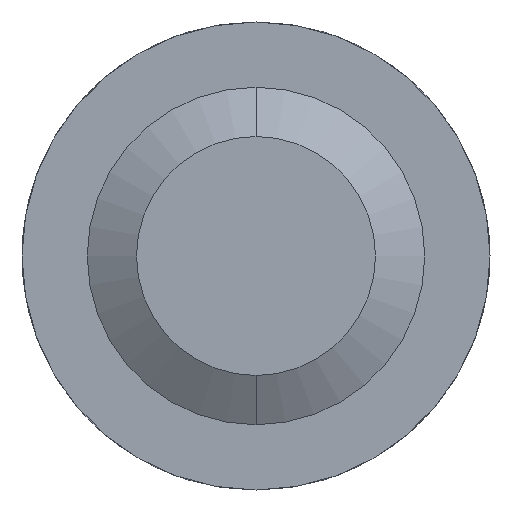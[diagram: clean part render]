
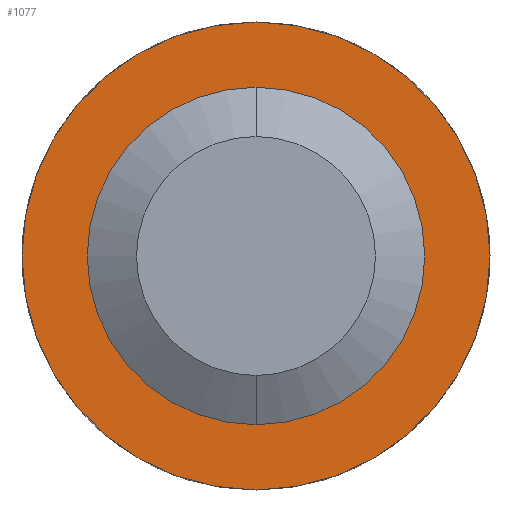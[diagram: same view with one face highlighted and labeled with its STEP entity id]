
A CAD part, front view. The second image highlights one B-rep face of the part: STEP entity #1077.
In plain terms, the highlighted planar face has unit normal (0, -1, 0).
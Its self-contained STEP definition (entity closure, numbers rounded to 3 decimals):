
#13 = AXIS2_PLACEMENT_3D ( 'NONE', #1002, #562, #292 ) ;
#19 = CARTESIAN_POINT ( 'NONE',  ( 0., -2.5, -0.95 ) ) ;
#49 = CIRCLE ( 'NONE', #682, 0.685 ) ;
#101 = FACE_BOUND ( 'NONE', #768, .T. ) ;
#130 = EDGE_CURVE ( 'Defeature ausgef�hrt1_11+Defeature ausgef�hrt1_12+Defeature ausgef�hrt1_12+Defeature ausgef�hrt1_12', #805, #273, #1008, .T. ) ;
#188 = ORIENTED_EDGE ( 'NONE', *, *, #666, .T. ) ;
#204 = EDGE_LOOP ( 'NONE', ( #503, #1013 ) ) ;
#206 = AXIS2_PLACEMENT_3D ( 'NONE', #1195, #1090, #544 ) ;
#214 = DIRECTION ( 'NONE',  ( 0., 0., 1. ) ) ;
#217 = ORIENTED_EDGE ( 'NONE', *, *, #748, .T. ) ;
#266 = DIRECTION ( 'NONE',  ( 0., 0., 1. ) ) ;
#273 = VERTEX_POINT ( 'NONE', #1027 ) ;
#292 = DIRECTION ( 'NONE',  ( 0., 0., 1. ) ) ;
#299 = CIRCLE ( 'NONE', #532, 0.685 ) ;
#343 = DIRECTION ( 'NONE',  ( 0., 0., 1. ) ) ;
#351 = CARTESIAN_POINT ( 'NONE',  ( 0., -2.5, 0. ) ) ;
#408 = CARTESIAN_POINT ( 'NONE',  ( 0., -2.5, 0.685 ) ) ;
#425 = VERTEX_POINT ( 'NONE', #408 ) ;
#441 = AXIS2_PLACEMENT_3D ( 'NONE', #351, #1191, #343 ) ;
#443 = CARTESIAN_POINT ( 'NONE',  ( 0., -2.5, 0. ) ) ;
#503 = ORIENTED_EDGE ( 'NONE', *, *, #1035, .F. ) ;
#519 = VERTEX_POINT ( 'NONE', #888 ) ;
#532 = AXIS2_PLACEMENT_3D ( 'NONE', #574, #926, #214 ) ;
#544 = DIRECTION ( 'NONE',  ( 0., 0., 1. ) ) ;
#549 = DIRECTION ( 'NONE',  ( 0., 1., 0. ) ) ;
#555 = CIRCLE ( 'NONE', #441, 0.95 ) ;
#562 = DIRECTION ( 'NONE',  ( 0., 1., 0. ) ) ;
#574 = CARTESIAN_POINT ( 'NONE',  ( 0., -2.5, 0. ) ) ;
#666 = EDGE_CURVE ( 'Defeature ausgef�hrt1_12+Defeature ausgef�hrt1_13+Defeature ausgef�hrt1_13+Defeature ausgef�hrt1_13', #519, #425, #49, .T. ) ;
#682 = AXIS2_PLACEMENT_3D ( 'NONE', #443, #549, #266 ) ;
#748 = EDGE_CURVE ( 'Defeature ausgef�hrt1_12+Defeature ausgef�hrt1_13+Defeature ausgef�hrt1_13+Defeature ausgef�hrt1_13', #425, #519, #299, .T. ) ;
#768 = EDGE_LOOP ( 'NONE', ( #217, #188 ) ) ;
#805 = VERTEX_POINT ( 'NONE', #19 ) ;
#882 = FACE_OUTER_BOUND ( 'NONE', #204, .T. ) ;
#888 = CARTESIAN_POINT ( 'NONE',  ( 0., -2.5, -0.685 ) ) ;
#926 = DIRECTION ( 'NONE',  ( 0., 1., 0. ) ) ;
#1002 = CARTESIAN_POINT ( 'NONE',  ( 0.95, -2.5, 0. ) ) ;
#1008 = CIRCLE ( 'NONE', #206, 0.95 ) ;
#1013 = ORIENTED_EDGE ( 'NONE', *, *, #130, .F. ) ;
#1027 = CARTESIAN_POINT ( 'NONE',  ( 0., -2.5, 0.95 ) ) ;
#1035 = EDGE_CURVE ( 'Defeature ausgef�hrt1_11+Defeature ausgef�hrt1_12+Defeature ausgef�hrt1_12+Defeature ausgef�hrt1_12', #273, #805, #555, .T. ) ;
#1077 = ADVANCED_FACE ( 'Defeature ausgef�hrt1_12', ( #882, #101 ), #1096, .F. ) ;
#1090 = DIRECTION ( 'NONE',  ( 0., 1., 0. ) ) ;
#1096 = PLANE ( 'NONE',  #13 ) ;
#1191 = DIRECTION ( 'NONE',  ( 0., 1., 0. ) ) ;
#1195 = CARTESIAN_POINT ( 'NONE',  ( 0., -2.5, 0. ) ) ;
